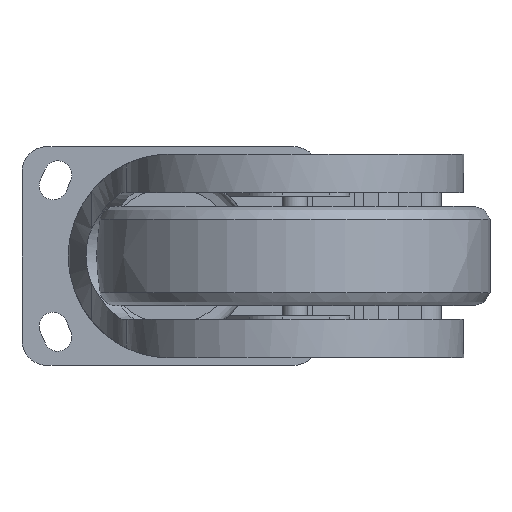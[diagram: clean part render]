
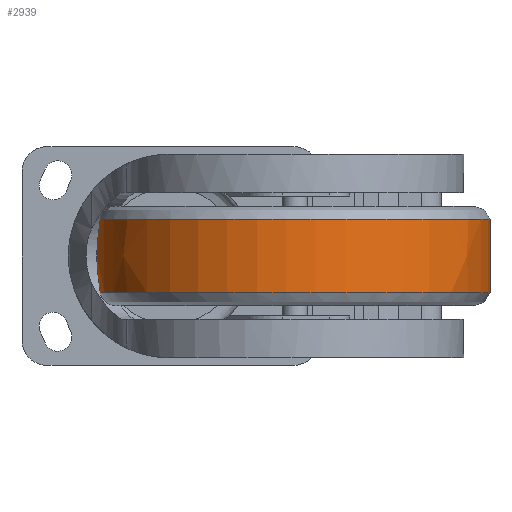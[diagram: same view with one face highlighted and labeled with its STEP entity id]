
A CAD part, front view. The second image highlights one B-rep face of the part: STEP entity #2939.
In plain terms, the highlighted free-form (B-spline) face has degree [2, 2] with [9, 3] control points.
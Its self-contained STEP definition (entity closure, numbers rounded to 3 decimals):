
#2885 = EDGE_CURVE('',#2886,#2888,#2890,.T.);
#2886 = VERTEX_POINT('',#2887);
#2887 = CARTESIAN_POINT('',(82.897,-82.199,
    -9.505));
#2888 = VERTEX_POINT('',#2889);
#2889 = CARTESIAN_POINT('',(-18.208,-82.199,
    -9.505));
#2890 = ( BOUNDED_CURVE() B_SPLINE_CURVE(2,(#2891,#2892,#2893,#2894,
#2895),.UNSPECIFIED.,.F.,.F.) B_SPLINE_CURVE_WITH_KNOTS((3,2,3),(0.,
1.571,3.142),.PIECEWISE_BEZIER_KNOTS.) CURVE() 
GEOMETRIC_REPRESENTATION_ITEM() RATIONAL_B_SPLINE_CURVE((1.,
0.707,1.,0.707,1.)) REPRESENTATION_ITEM('') );
#2891 = CARTESIAN_POINT('',(82.897,-82.199,
    -9.505));
#2892 = CARTESIAN_POINT('',(82.897,-132.751,
    -9.505));
#2893 = CARTESIAN_POINT('',(32.344,-132.751,
    -9.505));
#2894 = CARTESIAN_POINT('',(-18.208,-132.751,
    -9.505));
#2895 = CARTESIAN_POINT('',(-18.208,-82.199,
    -9.505));
#2910 = EDGE_CURVE('',#2888,#2886,#2911,.T.);
#2911 = ( BOUNDED_CURVE() B_SPLINE_CURVE(2,(#2912,#2913,#2914,#2915,
#2916),.UNSPECIFIED.,.F.,.F.) B_SPLINE_CURVE_WITH_KNOTS((3,2,3),(0.,
1.571,3.142),.PIECEWISE_BEZIER_KNOTS.) CURVE() 
GEOMETRIC_REPRESENTATION_ITEM() RATIONAL_B_SPLINE_CURVE((1.,
0.707,1.,0.707,1.)) REPRESENTATION_ITEM('') );
#2912 = CARTESIAN_POINT('',(-18.208,-82.199,
    -9.505));
#2913 = CARTESIAN_POINT('',(-18.208,-31.646,
    -9.505));
#2914 = CARTESIAN_POINT('',(32.344,-31.646,
    -9.505));
#2915 = CARTESIAN_POINT('',(82.897,-31.646,
    -9.505));
#2916 = CARTESIAN_POINT('',(82.897,-82.199,
    -9.505));
#2939 = ADVANCED_FACE('',(#2940),#2974,.T.);
#2940 = FACE_BOUND('',#2941,.T.);
#2941 = EDGE_LOOP('',(#2942,#2954,#2963,#2964,#2965,#2966));
#2942 = ORIENTED_EDGE('',*,*,#2943,.T.);
#2943 = EDGE_CURVE('',#2944,#2946,#2948,.T.);
#2944 = VERTEX_POINT('',#2945);
#2945 = CARTESIAN_POINT('',(82.897,-82.199,
    9.505));
#2946 = VERTEX_POINT('',#2947);
#2947 = CARTESIAN_POINT('',(-18.208,-82.199,
    9.505));
#2948 = ( BOUNDED_CURVE() B_SPLINE_CURVE(2,(#2949,#2950,#2951,#2952,
#2953),.UNSPECIFIED.,.F.,.F.) B_SPLINE_CURVE_WITH_KNOTS((3,2,3),(0.,
1.571,3.142),.PIECEWISE_BEZIER_KNOTS.) CURVE() 
GEOMETRIC_REPRESENTATION_ITEM() RATIONAL_B_SPLINE_CURVE((1.,
0.707,1.,0.707,1.)) REPRESENTATION_ITEM('') );
#2949 = CARTESIAN_POINT('',(82.897,-82.199,
    9.505));
#2950 = CARTESIAN_POINT('',(82.897,-132.751,
    9.505));
#2951 = CARTESIAN_POINT('',(32.344,-132.751,
    9.505));
#2952 = CARTESIAN_POINT('',(-18.208,-132.751,
    9.505));
#2953 = CARTESIAN_POINT('',(-18.208,-82.199,
    9.505));
#2954 = ORIENTED_EDGE('',*,*,#2955,.T.);
#2955 = EDGE_CURVE('',#2946,#2888,#2956,.T.);
#2956 = B_SPLINE_CURVE_WITH_KNOTS('',5,(#2957,#2958,#2959,#2960,#2961,
    #2962),.UNSPECIFIED.,.F.,.F.,(6,6),(-0.186,0.186),
  .PIECEWISE_BEZIER_KNOTS.);
#2957 = CARTESIAN_POINT('',(-18.208,-82.199,
    9.505));
#2958 = CARTESIAN_POINT('',(-18.915,-82.199,
    5.747));
#2959 = CARTESIAN_POINT('',(-19.272,-82.199,
    1.923));
#2960 = CARTESIAN_POINT('',(-19.272,-82.199,
    -1.923));
#2961 = CARTESIAN_POINT('',(-18.915,-82.199,
    -5.747));
#2962 = CARTESIAN_POINT('',(-18.208,-82.199,
    -9.505));
#2963 = ORIENTED_EDGE('',*,*,#2885,.F.);
#2964 = ORIENTED_EDGE('',*,*,#2910,.F.);
#2965 = ORIENTED_EDGE('',*,*,#2955,.F.);
#2966 = ORIENTED_EDGE('',*,*,#2967,.T.);
#2967 = EDGE_CURVE('',#2946,#2944,#2968,.T.);
#2968 = ( BOUNDED_CURVE() B_SPLINE_CURVE(2,(#2969,#2970,#2971,#2972,
#2973),.UNSPECIFIED.,.F.,.F.) B_SPLINE_CURVE_WITH_KNOTS((3,2,3),(0.,
1.571,3.142),.PIECEWISE_BEZIER_KNOTS.) CURVE() 
GEOMETRIC_REPRESENTATION_ITEM() RATIONAL_B_SPLINE_CURVE((1.,
0.707,1.,0.707,1.)) REPRESENTATION_ITEM('') );
#2969 = CARTESIAN_POINT('',(-18.208,-82.199,
    9.505));
#2970 = CARTESIAN_POINT('',(-18.208,-31.646,
    9.505));
#2971 = CARTESIAN_POINT('',(32.344,-31.646,
    9.505));
#2972 = CARTESIAN_POINT('',(82.897,-31.646,
    9.505));
#2973 = CARTESIAN_POINT('',(82.897,-82.199,
    9.505));
#2974 = ( BOUNDED_SURFACE() B_SPLINE_SURFACE(2,2,(
    (#2975,#2976,#2977)
    ,(#2978,#2979,#2980)
    ,(#2981,#2982,#2983)
    ,(#2984,#2985,#2986)
    ,(#2987,#2988,#2989)
    ,(#2990,#2991,#2992)
    ,(#2993,#2994,#2995)
    ,(#2996,#2997,#2998)
    ,(#2999,#3000,#3001
)),.UNSPECIFIED.,.T.,.F.,.F.) B_SPLINE_SURFACE_WITH_KNOTS((3,2,2,2,3),(3
    ,3),(4.712,6.283,8.378,10.472,
    10.996),(-0.186,0.186),.UNSPECIFIED.) 
GEOMETRIC_REPRESENTATION_ITEM() RATIONAL_B_SPLINE_SURFACE((
    (0.813,0.799,0.813)
    ,(0.625,0.614,0.625)
    ,(1.,0.983,1.)
    ,(0.5,0.491,0.5)
    ,(1.,0.983,1.)
    ,(0.5,0.491,0.5)
    ,(1.,0.983,1.)
    ,(0.875,0.86,0.875)
,(0.813,0.799,0.813))) REPRESENTATION_ITEM('') SURFACE() );
#2975 = CARTESIAN_POINT('',(-18.171,-84.143,
    9.505));
#2976 = CARTESIAN_POINT('',(-19.957,-84.212,
    0.));
#2977 = CARTESIAN_POINT('',(-18.171,-84.143,
    -9.505));
#2978 = CARTESIAN_POINT('',(-20.191,-31.646,
    9.505));
#2979 = CARTESIAN_POINT('',(-22.049,-29.859,
    0.));
#2980 = CARTESIAN_POINT('',(-20.191,-31.646,
    -9.505));
#2981 = CARTESIAN_POINT('',(32.344,-31.646,
    9.505));
#2982 = CARTESIAN_POINT('',(32.344,-29.859,
    0.));
#2983 = CARTESIAN_POINT('',(32.344,-31.646,
    -9.505));
#2984 = CARTESIAN_POINT('',(119.904,-31.646,
    9.505));
#2985 = CARTESIAN_POINT('',(123.,-29.859,
    0.));
#2986 = CARTESIAN_POINT('',(119.904,-31.646,
    -9.505));
#2987 = CARTESIAN_POINT('',(76.124,-107.475,
    9.505));
#2988 = CARTESIAN_POINT('',(77.672,-108.368,
    0.));
#2989 = CARTESIAN_POINT('',(76.124,-107.475,
    -9.505));
#2990 = CARTESIAN_POINT('',(32.344,-183.304,
    9.505));
#2991 = CARTESIAN_POINT('',(32.344,-186.878,
    0.));
#2992 = CARTESIAN_POINT('',(32.344,-183.304,
    -9.505));
#2993 = CARTESIAN_POINT('',(-11.435,-107.475,
    9.505));
#2994 = CARTESIAN_POINT('',(-12.983,-108.368,
    0.));
#2995 = CARTESIAN_POINT('',(-11.435,-107.475,
    -9.505));
#2996 = CARTESIAN_POINT('',(-17.69,-96.642,
    9.505));
#2997 = CARTESIAN_POINT('',(-19.458,-97.153,
    0.));
#2998 = CARTESIAN_POINT('',(-17.69,-96.642,
    -9.505));
#2999 = CARTESIAN_POINT('',(-18.171,-84.143,
    9.505));
#3000 = CARTESIAN_POINT('',(-19.957,-84.212,
    0.));
#3001 = CARTESIAN_POINT('',(-18.171,-84.143,
    -9.505));
